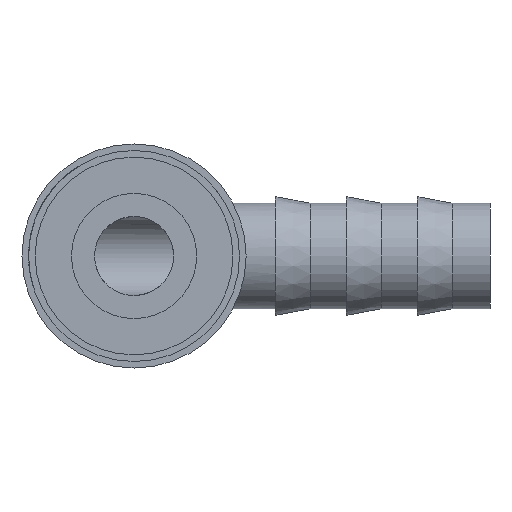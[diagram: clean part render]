
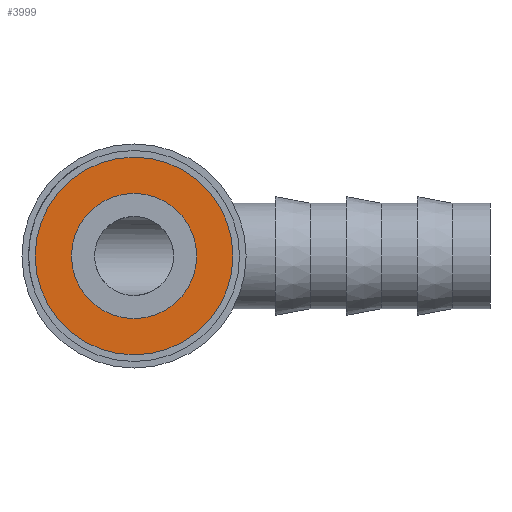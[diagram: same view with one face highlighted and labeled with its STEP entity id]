
A CAD part, left-side view. The second image highlights one B-rep face of the part: STEP entity #3999.
In plain terms, the highlighted planar face has unit normal (-1, 0, 0).
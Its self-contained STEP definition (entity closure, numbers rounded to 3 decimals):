
#184 = VERTEX_POINT ( 'NONE', #7317 ) ;
#211 = CARTESIAN_POINT ( 'NONE',  ( 0., 0., -9.5 ) ) ;
#296 = AXIS2_PLACEMENT_3D ( 'NONE', #6603, #7798, #2372 ) ;
#316 = EDGE_LOOP ( 'NONE', ( #3391, #713 ) ) ;
#320 = CARTESIAN_POINT ( 'NONE',  ( 0., 0., 0. ) ) ;
#713 = ORIENTED_EDGE ( 'NONE', *, *, #6993, .T. ) ;
#925 = CIRCLE ( 'NONE', #296, 9.5 ) ;
#1016 = CIRCLE ( 'NONE', #2402, 9.5 ) ;
#1018 = VERTEX_POINT ( 'NONE', #7450 ) ;
#1054 = EDGE_CURVE ( 'NONE', #184, #3675, #1016, .T. ) ;
#1175 = FACE_BOUND ( 'NONE', #6469, .T. ) ;
#1546 = CIRCLE ( 'NONE', #3949, 15. ) ;
#1691 = DIRECTION ( 'NONE',  ( -1., 0., 0. ) ) ;
#1871 = CARTESIAN_POINT ( 'NONE',  ( 0., 0., 0. ) ) ;
#2276 = DIRECTION ( 'NONE',  ( 0., 0., -1. ) ) ;
#2372 = DIRECTION ( 'NONE',  ( 0., 0., -1. ) ) ;
#2402 = AXIS2_PLACEMENT_3D ( 'NONE', #1871, #7296, #2506 ) ;
#2418 = AXIS2_PLACEMENT_3D ( 'NONE', #3587, #4134, #2276 ) ;
#2428 = AXIS2_PLACEMENT_3D ( 'NONE', #320, #1691, #2878 ) ;
#2506 = DIRECTION ( 'NONE',  ( 0., 0., -1. ) ) ;
#2842 = PLANE ( 'NONE',  #2418 ) ;
#2878 = DIRECTION ( 'NONE',  ( 0., 0., 1. ) ) ;
#3092 = CARTESIAN_POINT ( 'NONE',  ( 0., 0., 0. ) ) ;
#3108 = VERTEX_POINT ( 'NONE', #3631 ) ;
#3391 = ORIENTED_EDGE ( 'NONE', *, *, #6117, .T. ) ;
#3587 = CARTESIAN_POINT ( 'NONE',  ( 0., 0., 0. ) ) ;
#3631 = CARTESIAN_POINT ( 'NONE',  ( 0., 0., -15. ) ) ;
#3675 = VERTEX_POINT ( 'NONE', #211 ) ;
#3949 = AXIS2_PLACEMENT_3D ( 'NONE', #3092, #5961, #6121 ) ;
#3999 = ADVANCED_FACE ( 'NONE', ( #1175, #6502 ), #2842, .F. ) ;
#4134 = DIRECTION ( 'NONE',  ( 1., 0., 0. ) ) ;
#5402 = ORIENTED_EDGE ( 'NONE', *, *, #7048, .T. ) ;
#5945 = CIRCLE ( 'NONE', #2428, 15. ) ;
#5961 = DIRECTION ( 'NONE',  ( -1., 0., 0. ) ) ;
#6117 = EDGE_CURVE ( 'NONE', #1018, #3108, #5945, .T. ) ;
#6121 = DIRECTION ( 'NONE',  ( 0., 0., 1. ) ) ;
#6236 = ORIENTED_EDGE ( 'NONE', *, *, #1054, .T. ) ;
#6469 = EDGE_LOOP ( 'NONE', ( #6236, #5402 ) ) ;
#6502 = FACE_OUTER_BOUND ( 'NONE', #316, .T. ) ;
#6603 = CARTESIAN_POINT ( 'NONE',  ( 0., 0., 0. ) ) ;
#6993 = EDGE_CURVE ( 'NONE', #3108, #1018, #1546, .T. ) ;
#7048 = EDGE_CURVE ( 'NONE', #3675, #184, #925, .T. ) ;
#7296 = DIRECTION ( 'NONE',  ( 1., 0., 0. ) ) ;
#7317 = CARTESIAN_POINT ( 'NONE',  ( 0., 0., 9.5 ) ) ;
#7450 = CARTESIAN_POINT ( 'NONE',  ( 0., 0., 15. ) ) ;
#7798 = DIRECTION ( 'NONE',  ( 1., 0., 0. ) ) ;
